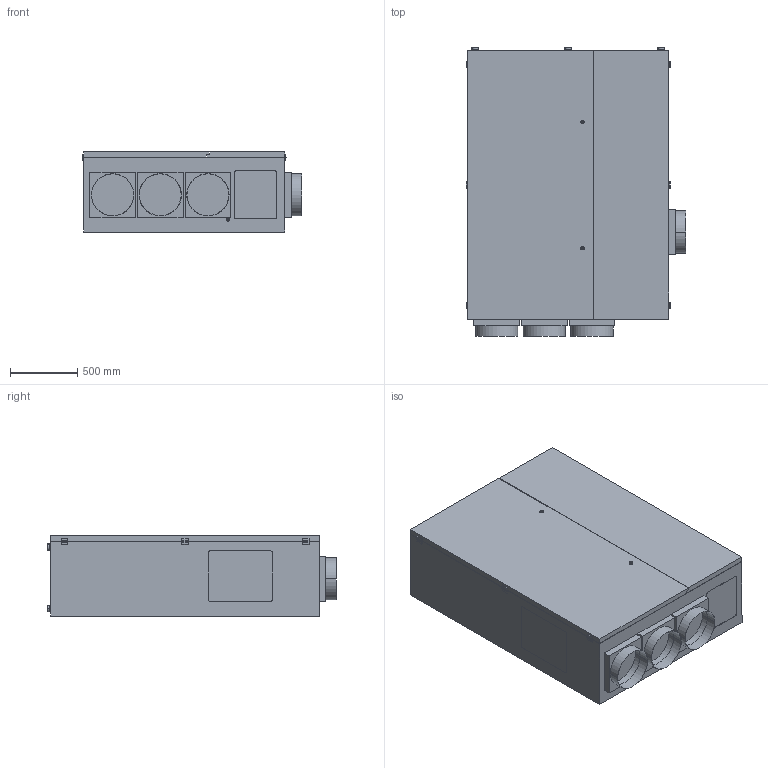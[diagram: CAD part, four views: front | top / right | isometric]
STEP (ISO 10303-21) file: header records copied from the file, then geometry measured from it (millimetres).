
FILE_DESCRIPTION(('Creo Elements/Direct Modeling STEP Export'),'2;1');
FILE_NAME('X600-900S-BL.stp','2019-05-27T 8:17:40',(''),(''),'PTC Creo Elements/Direct Modeling STEP processor for AP214 (Solid Model)','PTC Creo Elements/Direct Modeling 19.0C 15-Aug-2015 (C) Parametric Technology GmbH','');
FILE_SCHEMA(('AUTOMOTIVE_DESIGN { 1 0 10303 214 1 1 1 1 }'));
Length unit declared in the file: millimetre
Products named in the file (1): X600-900S-BL
Bounding box: 1639 x 2153 x 604.5 mm (x, y, z)
Volume: 1800942657.6 mm3; surface area: 11581919.7 mm2
Topology: 1 solids, 1 shells, 293 faces, 782 edges, 514 vertices
Faces by surface type: plane 223, cylinder 66, torus 4
Entity records: 8614 total; most frequent: ORIENTED_EDGE 1564, CARTESIAN_POINT 1486, DIRECTION 1326, EDGE_CURVE 782, VECTOR 618, LINE 618, VERTEX_POINT 514, AXIS2_PLACEMENT_3D 354
